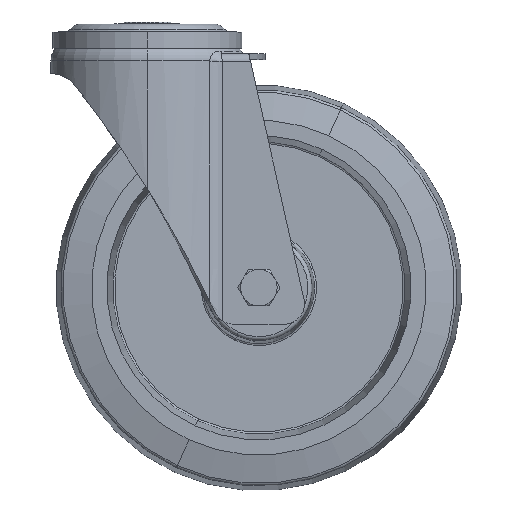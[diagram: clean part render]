
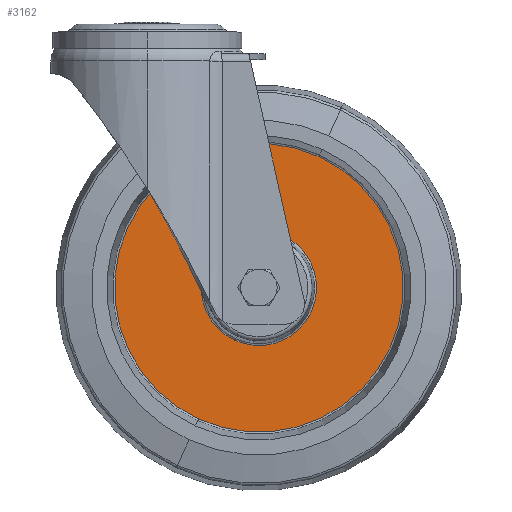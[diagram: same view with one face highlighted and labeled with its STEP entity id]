
A CAD part, top view. The second image highlights one B-rep face of the part: STEP entity #3162.
In plain terms, the highlighted planar face has unit normal (0, 0, 1).
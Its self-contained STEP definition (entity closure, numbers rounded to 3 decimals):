
#300 = DIRECTION ( 'NONE',  ( 0.417, 0.909, 0. ) ) ;
#381 = VERTEX_POINT ( 'NONE', #5384 ) ;
#456 = DIRECTION ( 'NONE',  ( 0., 0., -1. ) ) ;
#486 = EDGE_CURVE ( 'NONE', #8932, #381, #7423, .T. ) ;
#505 = CARTESIAN_POINT ( 'NONE',  ( 84.669, -66.328, 6. ) ) ;
#924 = EDGE_LOOP ( 'NONE', ( #2713, #16367 ) ) ;
#925 = CARTESIAN_POINT ( 'NONE',  ( 43.142, -156.849, 6. ) ) ;
#2476 = EDGE_LOOP ( 'NONE', ( #3519, #4658 ) ) ;
#2713 = ORIENTED_EDGE ( 'NONE', *, *, #11282, .T. ) ;
#2945 = DIRECTION ( 'NONE',  ( 0., 0., -1. ) ) ;
#3162 = ADVANCED_FACE ( 'NONE', ( #10887, #5378 ), #4012, .F. ) ;
#3519 = ORIENTED_EDGE ( 'NONE', *, *, #16353, .T. ) ;
#3815 = CIRCLE ( 'NONE', #7287, 28.439 ) ;
#3955 = VERTEX_POINT ( 'NONE', #8634 ) ;
#4012 = PLANE ( 'NONE',  #16838 ) ;
#4028 = CIRCLE ( 'NONE', #10375, 71.153 ) ;
#4482 = CARTESIAN_POINT ( 'NONE',  ( 120.442, -161.022, 6. ) ) ;
#4562 = DIRECTION ( 'NONE',  ( 0.417, 0.909, 0. ) ) ;
#4658 = ORIENTED_EDGE ( 'NONE', *, *, #9142, .T. ) ;
#5378 = FACE_BOUND ( 'NONE', #924, .T. ) ;
#5384 = CARTESIAN_POINT ( 'NONE',  ( 66.858, -105.151, 6. ) ) ;
#5865 = DIRECTION ( 'NONE',  ( 0.417, 0.909, 0. ) ) ;
#5874 = VERTEX_POINT ( 'NONE', #505 ) ;
#7287 = AXIS2_PLACEMENT_3D ( 'NONE', #17058, #456, #5865 ) ;
#7423 = CIRCLE ( 'NONE', #11435, 28.439 ) ;
#7759 = AXIS2_PLACEMENT_3D ( 'NONE', #10016, #11448, #14266 ) ;
#8293 = CARTESIAN_POINT ( 'NONE',  ( 55., -131., 6. ) ) ;
#8634 = CARTESIAN_POINT ( 'NONE',  ( 25.331, -195.672, 6. ) ) ;
#8932 = VERTEX_POINT ( 'NONE', #925 ) ;
#9142 = EDGE_CURVE ( 'NONE', #3955, #5874, #13219, .T. ) ;
#9903 = DIRECTION ( 'NONE',  ( 0., 0., -1. ) ) ;
#10016 = CARTESIAN_POINT ( 'NONE',  ( 55., -131., 6. ) ) ;
#10161 = CARTESIAN_POINT ( 'NONE',  ( 55., -131., 6. ) ) ;
#10375 = AXIS2_PLACEMENT_3D ( 'NONE', #8293, #15312, #17762 ) ;
#10887 = FACE_OUTER_BOUND ( 'NONE', #2476, .T. ) ;
#11282 = EDGE_CURVE ( 'NONE', #381, #8932, #3815, .T. ) ;
#11435 = AXIS2_PLACEMENT_3D ( 'NONE', #10161, #2945, #4562 ) ;
#11448 = DIRECTION ( 'NONE',  ( 0., 0., 1. ) ) ;
#13219 = CIRCLE ( 'NONE', #7759, 71.153 ) ;
#14266 = DIRECTION ( 'NONE',  ( 0.417, 0.909, 0. ) ) ;
#15312 = DIRECTION ( 'NONE',  ( 0., 0., 1. ) ) ;
#16353 = EDGE_CURVE ( 'NONE', #5874, #3955, #4028, .T. ) ;
#16367 = ORIENTED_EDGE ( 'NONE', *, *, #486, .T. ) ;
#16838 = AXIS2_PLACEMENT_3D ( 'NONE', #4482, #9903, #300 ) ;
#17058 = CARTESIAN_POINT ( 'NONE',  ( 55., -131., 6. ) ) ;
#17762 = DIRECTION ( 'NONE',  ( 0.417, 0.909, 0. ) ) ;
